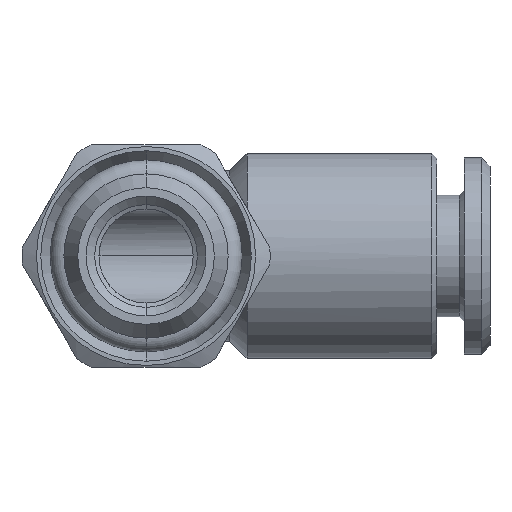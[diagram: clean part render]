
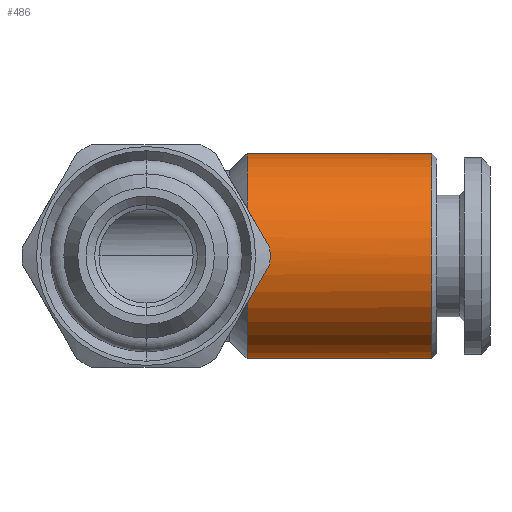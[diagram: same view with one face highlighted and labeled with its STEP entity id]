
A CAD part, front view. The second image highlights one B-rep face of the part: STEP entity #486.
In plain terms, the highlighted cylindrical face has radius 6 mm (diameter 12 mm), a partial arc.
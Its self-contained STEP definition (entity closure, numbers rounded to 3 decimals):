
#323 = VERTEX_POINT ( 'NONE', #1718 ) ;
#365 = VERTEX_POINT ( 'NONE', #3553 ) ;
#386 = VERTEX_POINT ( 'NONE', #3539 ) ;
#390 = EDGE_CURVE ( 'NONE', #400, #365, #3556, .T. ) ;
#400 = VERTEX_POINT ( 'NONE', #3450 ) ;
#422 = EDGE_CURVE ( 'NONE', #386, #400, #3501, .T. ) ;
#425 = EDGE_CURVE ( 'NONE', #323, #428, #3492, .T. ) ;
#428 = VERTEX_POINT ( 'NONE', #3441 ) ;
#486 = ADVANCED_FACE ( 'NONE', ( #2315 ), #2314, .T. ) ;
#487 = EDGE_LOOP ( 'NONE', ( #488, #489, #612, #622, #623, #601 ) ) ;
#488 = ORIENTED_EDGE ( 'NONE', *, *, #422, .F. ) ;
#489 = ORIENTED_EDGE ( 'NONE', *, *, #490, .T. ) ;
#490 = EDGE_CURVE ( 'NONE', #386, #323, #2393, .T. ) ;
#491 = EDGE_CURVE ( 'NONE', #539, #365, #2388, .T. ) ;
#539 = VERTEX_POINT ( 'NONE', #2539 ) ;
#601 = ORIENTED_EDGE ( 'NONE', *, *, #390, .F. ) ;
#602 = EDGE_CURVE ( 'NONE', #539, #428, #2606, .T. ) ;
#612 = ORIENTED_EDGE ( 'NONE', *, *, #425, .T. ) ;
#622 = ORIENTED_EDGE ( 'NONE', *, *, #602, .F. ) ;
#623 = ORIENTED_EDGE ( 'NONE', *, *, #491, .T. ) ;
#1718 = CARTESIAN_POINT ( 'NONE',  ( 16.7, 0., 6. ) ) ;
#2313 = CARTESIAN_POINT ( 'NONE',  ( -3.45, 0., 0. ) ) ;
#2314 = CYLINDRICAL_SURFACE ( 'NONE', #2396, 6. ) ;
#2315 = FACE_OUTER_BOUND ( 'NONE', #487, .T. ) ;
#2369 = CARTESIAN_POINT ( 'NONE',  ( 5.9, -5.9, -1.091 ) ) ;
#2370 = CARTESIAN_POINT ( 'NONE',  ( 6.034, -6.034, -0.368 ) ) ;
#2371 = CARTESIAN_POINT ( 'NONE',  ( 6.034, -6.034, 0.368 ) ) ;
#2372 = CARTESIAN_POINT ( 'NONE',  ( 5.9, -5.9, 1.091 ) ) ;
#2388 =( BOUNDED_CURVE ( )  B_SPLINE_CURVE ( 3, ( #2372, #2371, #2370, #2369 ),
 .UNSPECIFIED., .F., .T. ) 
 B_SPLINE_CURVE_WITH_KNOTS ( ( 4, 4 ),
 ( 6.1, 6.466 ),
 .UNSPECIFIED. ) 
 CURVE ( )  GEOMETRIC_REPRESENTATION_ITEM ( )  RATIONAL_B_SPLINE_CURVE ( ( 1., 0.989, 0.989, 1. ) ) 
 REPRESENTATION_ITEM ( '' )  );
#2389 = DIRECTION ( 'NONE',  ( 0., 0., 1. ) ) ;
#2390 = DIRECTION ( 'NONE',  ( -1., 0., 0. ) ) ;
#2391 = CARTESIAN_POINT ( 'NONE',  ( 16.7, 0., 0. ) ) ;
#2392 = AXIS2_PLACEMENT_3D ( 'NONE', #2391, #2390, #2389 ) ;
#2393 = CIRCLE ( 'NONE', #2392, 6. ) ;
#2394 = DIRECTION ( 'NONE',  ( 0., 0., 1. ) ) ;
#2395 = DIRECTION ( 'NONE',  ( -1., 0., 0. ) ) ;
#2396 = AXIS2_PLACEMENT_3D ( 'NONE', #2313, #2395, #2394 ) ;
#2539 = CARTESIAN_POINT ( 'NONE',  ( 5.9, -5.9, 1.091 ) ) ;
#2602 = DIRECTION ( 'NONE',  ( 0., 0., 1. ) ) ;
#2603 = DIRECTION ( 'NONE',  ( -1., 0., 0. ) ) ;
#2604 = CARTESIAN_POINT ( 'NONE',  ( 5.9, 0., 0. ) ) ;
#2605 = AXIS2_PLACEMENT_3D ( 'NONE', #2604, #2603, #2602 ) ;
#2606 = CIRCLE ( 'NONE', #2605, 6. ) ;
#3441 = CARTESIAN_POINT ( 'NONE',  ( 5.9, 0., 6. ) ) ;
#3450 = CARTESIAN_POINT ( 'NONE',  ( 5.9, 0., -6. ) ) ;
#3477 = DIRECTION ( 'NONE',  ( 0., 0., 1. ) ) ;
#3478 = DIRECTION ( 'NONE',  ( -1., 0., 0. ) ) ;
#3489 = DIRECTION ( 'NONE',  ( -1., 0., 0. ) ) ;
#3490 = VECTOR ( 'NONE', #3489, 1000. ) ;
#3491 = CARTESIAN_POINT ( 'NONE',  ( -3.45, 0., 6. ) ) ;
#3492 = LINE ( 'NONE', #3491, #3490 ) ;
#3493 = DIRECTION ( 'NONE',  ( -1., 0., 0. ) ) ;
#3494 = VECTOR ( 'NONE', #3493, 1000. ) ;
#3495 = CARTESIAN_POINT ( 'NONE',  ( -3.45, 0., -6. ) ) ;
#3501 = LINE ( 'NONE', #3495, #3494 ) ;
#3539 = CARTESIAN_POINT ( 'NONE',  ( 16.7, 0., -6. ) ) ;
#3553 = CARTESIAN_POINT ( 'NONE',  ( 5.9, -5.9, -1.091 ) ) ;
#3556 = CIRCLE ( 'NONE', #3559, 6. ) ;
#3558 = CARTESIAN_POINT ( 'NONE',  ( 5.9, 0., 0. ) ) ;
#3559 = AXIS2_PLACEMENT_3D ( 'NONE', #3558, #3478, #3477 ) ;
